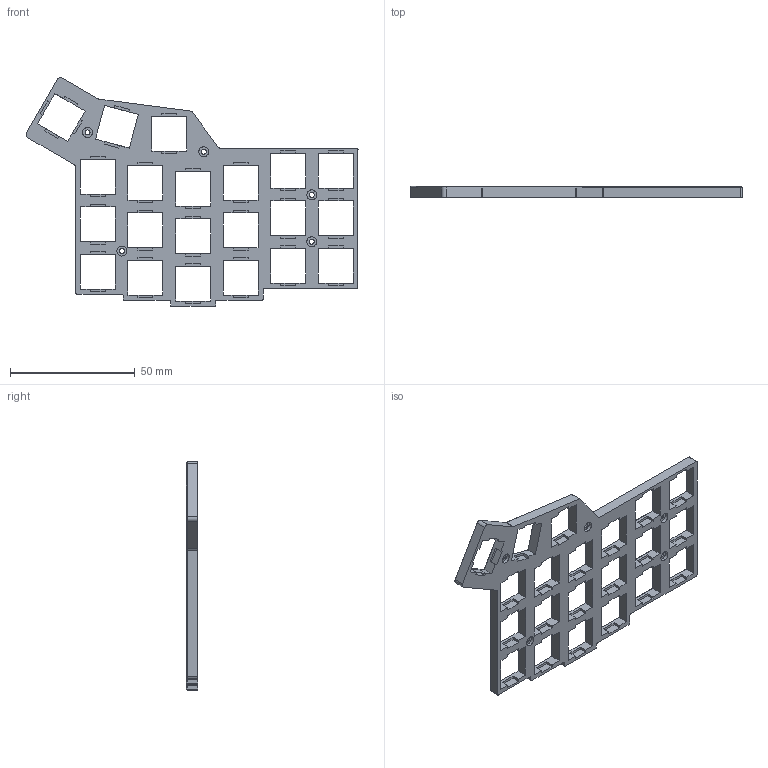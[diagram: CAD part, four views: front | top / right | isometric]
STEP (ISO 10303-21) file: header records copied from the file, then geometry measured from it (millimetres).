
FILE_DESCRIPTION(/* description */ ('STEP AP242','CAx-IF Rec.Pracs.---Representation and Presentation of Product Manufacturing Information (PMI)---4.0---2014-10-13','CAx-IF Rec.Pracs.---3D Tessellated Geometry---0.4---2014-09-14','2;1'),/* implementation_level */ '2;1');
FILE_NAME(/* name */ '667d9f5df7e5ef48337c1a14',/* time_stamp */ '2024-06-27T17:20:30Z',/* author */ (''),/* organization */ (''),/* preprocessor_version */ 'ST-DEVELOPER v20',/* originating_system */ ' ',/* authorisation */ ' ');
FILE_SCHEMA (('AP242_MANAGED_MODEL_BASED_3D_ENGINEERING_MIM_LF { 1 0 10303 442 1 1 4 }'));
Length unit declared in the file: metre
Products named in the file (1): corne_mx_plate_direct_nuts
Bounding box: 132.88 x 4.5 x 91.53 mm (x, y, z)
Volume: 16660.9 mm3; surface area: 15258.4 mm2
Topology: 1 solids, 1 shells, 517 faces, 1360 edges, 856 vertices
Faces by surface type: plane 473, cylinder 27, cone 17
Full cylindrical faces by diameter (mm): 2 x5, 4 x5
Entity records: 15502 total; most frequent: CARTESIAN_POINT 2720, ORIENTED_EDGE 2690, DIRECTION 2450, EDGE_CURVE 1345, LINE 1272, VECTOR 1272, VERTEX_POINT 851, EDGE_LOOP 590
